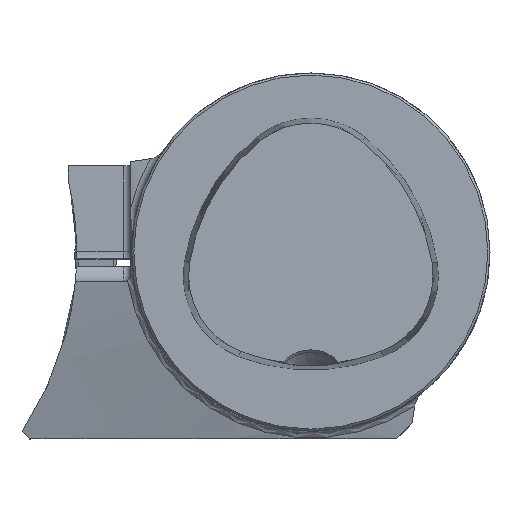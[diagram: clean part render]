
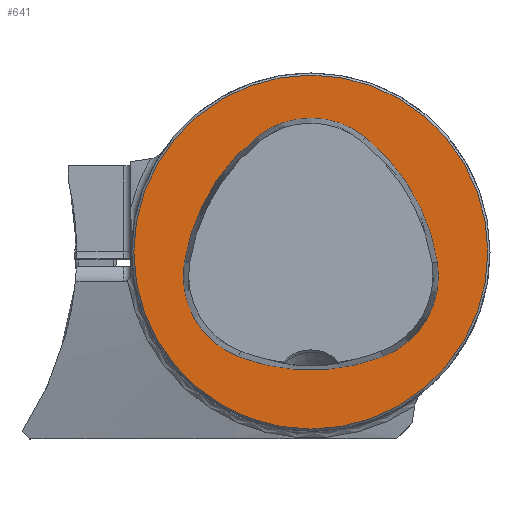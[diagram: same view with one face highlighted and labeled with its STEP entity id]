
A CAD part, top view. The second image highlights one B-rep face of the part: STEP entity #641.
In plain terms, the highlighted planar face has unit normal (0, 0, 1).
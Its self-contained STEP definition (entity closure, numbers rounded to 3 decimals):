
#108=FACE_BOUND('',#890,.T.);
#109=FACE_BOUND('',#891,.T.);
#130=PLANE('',#2409);
#641=ADVANCED_FACE('CU_FL_N1_SU_1',(#108,#109),#130,.T.);
#890=EDGE_LOOP('',(#1262,#1263,#1264,#1265,#1266,#1267));
#891=EDGE_LOOP('',(#1268));
#998=CIRCLE('',#2400,28.075);
#1000=CIRCLE('',#2403,28.075);
#1001=CIRCLE('',#2404,12.075);
#1002=CIRCLE('',#2405,28.075);
#1003=CIRCLE('',#2406,12.075);
#1004=CIRCLE('',#2407,12.075);
#1005=CIRCLE('',#2408,24.7);
#1262=ORIENTED_EDGE('',*,*,#2061,.F.);
#1263=ORIENTED_EDGE('',*,*,#2062,.F.);
#1264=ORIENTED_EDGE('',*,*,#2063,.F.);
#1265=ORIENTED_EDGE('',*,*,#2064,.F.);
#1266=ORIENTED_EDGE('',*,*,#2058,.F.);
#1267=ORIENTED_EDGE('',*,*,#2065,.F.);
#1268=ORIENTED_EDGE('',*,*,#2066,.T.);
#1810=VERTEX_POINT('',#3980);
#1811=VERTEX_POINT('',#3982);
#1813=VERTEX_POINT('',#3988);
#1814=VERTEX_POINT('',#3989);
#1815=VERTEX_POINT('',#3991);
#1816=VERTEX_POINT('',#3993);
#1817=VERTEX_POINT('',#3997);
#2058=EDGE_CURVE('',#1810,#1811,#998,.T.);
#2061=EDGE_CURVE('',#1813,#1814,#1000,.T.);
#2062=EDGE_CURVE('',#1815,#1813,#1001,.T.);
#2063=EDGE_CURVE('',#1816,#1815,#1002,.T.);
#2064=EDGE_CURVE('',#1811,#1816,#1003,.T.);
#2065=EDGE_CURVE('',#1814,#1810,#1004,.T.);
#2066=EDGE_CURVE('',#1817,#1817,#1005,.T.);
#2400=AXIS2_PLACEMENT_3D('',#3981,#2760,#2761);
#2403=AXIS2_PLACEMENT_3D('',#3987,#2767,#2768);
#2404=AXIS2_PLACEMENT_3D('',#3990,#2769,#2770);
#2405=AXIS2_PLACEMENT_3D('',#3992,#2771,#2772);
#2406=AXIS2_PLACEMENT_3D('',#3994,#2773,#2774);
#2407=AXIS2_PLACEMENT_3D('',#3995,#2775,#2776);
#2408=AXIS2_PLACEMENT_3D('',#3996,#2777,#2778);
#2409=AXIS2_PLACEMENT_3D('',#3998,#2779,#2780);
#2760=DIRECTION('',(0.,0.,1.));
#2761=DIRECTION('',(1.,0.,0.));
#2767=DIRECTION('',(0.,0.,1.));
#2768=DIRECTION('',(1.,0.,0.));
#2769=DIRECTION('',(0.,0.,1.));
#2770=DIRECTION('',(1.,0.,0.));
#2771=DIRECTION('',(0.,0.,1.));
#2772=DIRECTION('',(1.,0.,0.));
#2773=DIRECTION('',(0.,0.,1.));
#2774=DIRECTION('',(1.,0.,0.));
#2775=DIRECTION('',(0.,0.,1.));
#2776=DIRECTION('',(1.,0.,0.));
#2777=DIRECTION('',(0.,0.,1.));
#2778=DIRECTION('',(1.,0.,0.));
#2779=DIRECTION('',(0.,0.,1.));
#2780=DIRECTION('',(1.,0.,0.));
#3980=CARTESIAN_POINT('',(-10.05,-14.595,0.));
#3981=CARTESIAN_POINT('',(0.,11.62,0.));
#3982=CARTESIAN_POINT('',(10.05,-14.595,0.));
#3987=CARTESIAN_POINT('',(10.078,-5.807,0.));
#3988=CARTESIAN_POINT('',(-7.606,15.999,0.));
#3989=CARTESIAN_POINT('',(-17.656,-1.443,0.));
#3990=CARTESIAN_POINT('',(0.,6.62,0.));
#3991=CARTESIAN_POINT('',(7.606,15.999,0.));
#3992=CARTESIAN_POINT('',(-10.078,-5.807,0.));
#3993=CARTESIAN_POINT('',(17.656,-1.443,0.));
#3994=CARTESIAN_POINT('',(5.727,-3.32,0.));
#3995=CARTESIAN_POINT('',(-5.727,-3.32,0.));
#3996=CARTESIAN_POINT('',(0.,0.,0.));
#3997=CARTESIAN_POINT('',(24.7,0.,0.));
#3998=CARTESIAN_POINT('',(0.,0.,0.));
